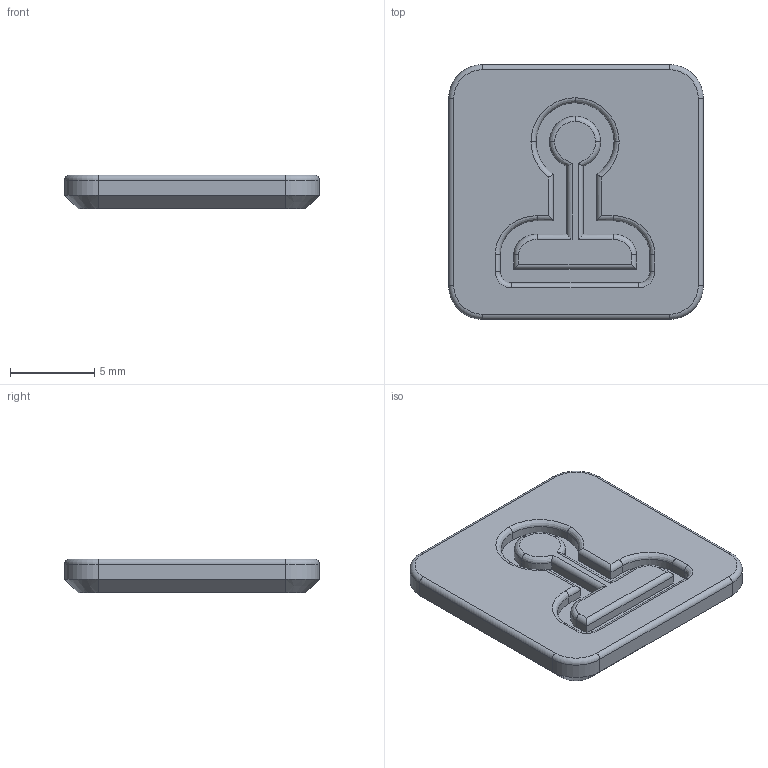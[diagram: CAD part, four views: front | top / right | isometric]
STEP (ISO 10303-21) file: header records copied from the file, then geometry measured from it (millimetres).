
FILE_DESCRIPTION(/* description */ (''),/* implementation_level */ '2;1');
FILE_NAME(/* name */ 'Logo Game v5.step',/* time_stamp */ '2021-07-04T00:19:54+02:00',/* author */ (''),/* organization */ (''),/* preprocessor_version */ 'ST-DEVELOPER v18.1',/* originating_system */ 'Autodesk Translation Framework v10.9.0.1377',/* authorisation */ '');
FILE_SCHEMA (('AUTOMOTIVE_DESIGN { 1 0 10303 214 3 1 1 }'));
Length unit declared in the file: millimetre
Products named in the file (1): Logo Game
Bounding box: 15.1 x 15.1 x 2 mm (x, y, z)
Volume: 406.3 mm3; surface area: 575.6 mm2
Topology: 1 solids, 1 shells, 84 faces, 196 edges, 116 vertices
Faces by surface type: bspline 28, plane 26, cylinder 22, cone 4, torus 4
Entity records: 3033 total; most frequent: CARTESIAN_POINT 1240, ORIENTED_EDGE 392, DIRECTION 310, EDGE_CURVE 196, VERTEX_POINT 116, AXIS2_PLACEMENT_3D 104, LINE 102, VECTOR 102
